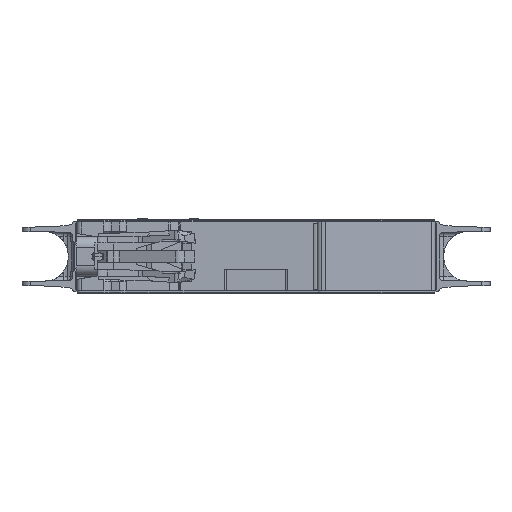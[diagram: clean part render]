
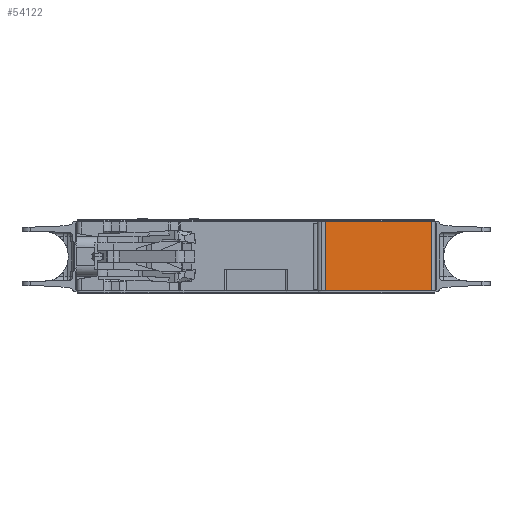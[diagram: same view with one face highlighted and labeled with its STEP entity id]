
A CAD part, front view. The second image highlights one B-rep face of the part: STEP entity #54122.
In plain terms, the highlighted planar face has unit normal (0.113, -0.994, 0).
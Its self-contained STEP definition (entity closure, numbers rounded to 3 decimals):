
#5539=DIRECTION('',(0.,0.,-1.));
#5540=VECTOR('',#5539,16.4);
#5541=CARTESIAN_POINT('',(16.5,-63.3,8.2));
#5542=LINE('',#5541,#5540);
#5547=DIRECTION('',(-0.994,-0.113,0.));
#5548=VECTOR('',#5547,25.276);
#5549=CARTESIAN_POINT('',(41.613,-60.439,8.2));
#5550=LINE('',#5549,#5548);
#5551=DIRECTION('',(-0.994,-0.113,0.));
#5552=VECTOR('',#5551,25.276);
#5553=CARTESIAN_POINT('',(41.613,-60.439,-8.2));
#5554=LINE('',#5553,#5552);
#5555=DIRECTION('',(0.,0.,1.));
#5556=VECTOR('',#5555,16.4);
#5557=CARTESIAN_POINT('',(41.613,-60.439,-8.2));
#5558=LINE('',#5557,#5556);
#39536=CARTESIAN_POINT('',(41.613,-60.439,-8.2));
#39537=CARTESIAN_POINT('',(16.5,-63.3,-8.2));
#39538=VERTEX_POINT('',#39536);
#39539=VERTEX_POINT('',#39537);
#41926=CARTESIAN_POINT('',(41.613,-60.439,8.2));
#41927=CARTESIAN_POINT('',(16.5,-63.3,8.2));
#41928=VERTEX_POINT('',#41926);
#41929=VERTEX_POINT('',#41927);
#54110=CARTESIAN_POINT('',(36.,-61.078,0.));
#54111=DIRECTION('',(0.113,-0.994,0.));
#54112=DIRECTION('',(-0.994,-0.113,0.));
#54113=AXIS2_PLACEMENT_3D('',#54110,#54111,#54112);
#54114=PLANE('',#54113);
#54115=ORIENTED_EDGE('',*,*,#54097,.F.);
#54116=ORIENTED_EDGE('',*,*,#53467,.F.);
#54118=ORIENTED_EDGE('',*,*,#54117,.F.);
#54119=ORIENTED_EDGE('',*,*,#53850,.T.);
#54120=EDGE_LOOP('',(#54115,#54116,#54118,#54119));
#54121=FACE_OUTER_BOUND('',#54120,.F.);
#53467=EDGE_CURVE('',#41928,#41929,#5550,.T.);
#53850=EDGE_CURVE('',#39538,#39539,#5554,.T.);
#54097=EDGE_CURVE('',#41929,#39539,#5542,.T.);
#54117=EDGE_CURVE('',#39538,#41928,#5558,.T.);
#54122=ADVANCED_FACE('',(#54121),#54114,.T.);
